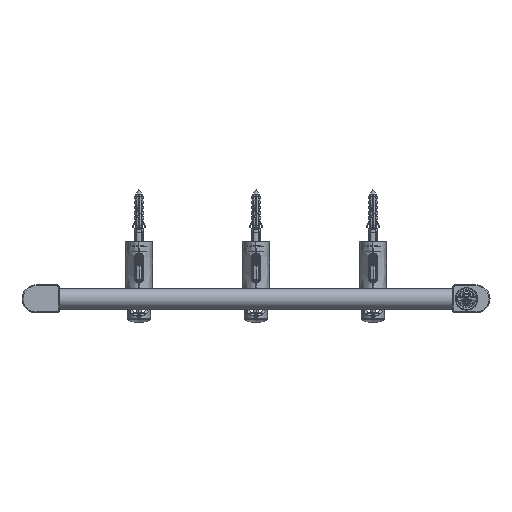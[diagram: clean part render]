
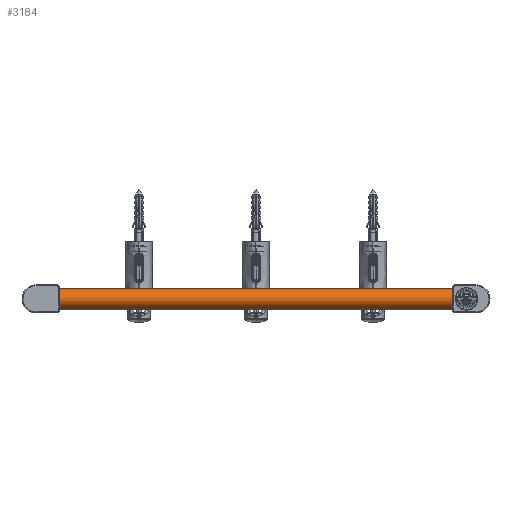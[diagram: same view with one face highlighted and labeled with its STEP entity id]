
A CAD part, front view. The second image highlights one B-rep face of the part: STEP entity #3184.
In plain terms, the highlighted cylindrical face has radius 11 mm (diameter 22 mm), a partial arc.
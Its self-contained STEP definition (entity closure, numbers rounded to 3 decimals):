
#561=CARTESIAN_POINT('',(-210.,32.7,0.));
#562=DIRECTION('',(1.,0.,0.));
#563=DIRECTION('',(0.,0.,1.));
#564=AXIS2_PLACEMENT_3D('',#561,#562,#563);
#981=DIRECTION('',(-1.,0.,0.));
#982=VECTOR('',#981,420.);
#983=CARTESIAN_POINT('',(210.,32.7,-11.));
#984=LINE('',#983,#982);
#996=CARTESIAN_POINT('',(210.,32.7,0.));
#997=DIRECTION('',(1.,0.,0.));
#998=DIRECTION('',(0.,0.,1.));
#999=AXIS2_PLACEMENT_3D('',#996,#997,#998);
#1416=DIRECTION('',(-1.,0.,0.));
#1417=VECTOR('',#1416,420.);
#1418=CARTESIAN_POINT('',(210.,32.7,11.));
#1419=LINE('',#1418,#1417);
#2188=CARTESIAN_POINT('',(210.,32.7,-11.));
#2189=CARTESIAN_POINT('',(210.,32.7,11.));
#2190=VERTEX_POINT('',#2188);
#2191=VERTEX_POINT('',#2189);
#2192=CARTESIAN_POINT('',(-210.,32.7,-11.));
#2193=CARTESIAN_POINT('',(-210.,32.7,11.));
#2194=VERTEX_POINT('',#2192);
#2195=VERTEX_POINT('',#2193);
#3173=CARTESIAN_POINT('',(210.,32.7,0.));
#3174=DIRECTION('',(1.,0.,0.));
#3175=DIRECTION('',(0.,0.,-1.));
#3176=AXIS2_PLACEMENT_3D('',#3173,#3174,#3175);
#3177=CYLINDRICAL_SURFACE('',#3176,11.);
#3178=ORIENTED_EDGE('',*,*,#3168,.T.);
#3179=ORIENTED_EDGE('',*,*,#3005,.T.);
#3180=ORIENTED_EDGE('',*,*,#2990,.F.);
#3181=ORIENTED_EDGE('',*,*,#3002,.F.);
#3182=EDGE_LOOP('',(#3178,#3179,#3180,#3181));
#3183=FACE_OUTER_BOUND('',#3182,.F.);
#565=CIRCLE('',#564,11.);
#1000=CIRCLE('',#999,11.);
#2990=EDGE_CURVE('',#2195,#2194,#565,.T.);
#3002=EDGE_CURVE('',#2191,#2195,#1419,.T.);
#3005=EDGE_CURVE('',#2190,#2194,#984,.T.);
#3168=EDGE_CURVE('',#2191,#2190,#1000,.T.);
#3184=ADVANCED_FACE('',(#3183),#3177,.T.);
